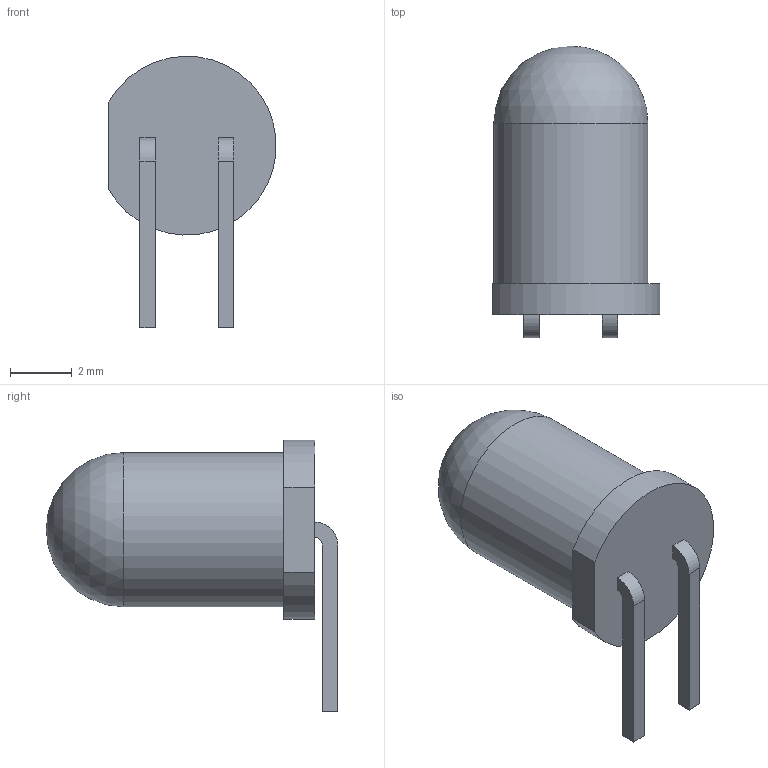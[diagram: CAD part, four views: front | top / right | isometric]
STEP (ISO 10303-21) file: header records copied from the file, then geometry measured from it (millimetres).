
FILE_DESCRIPTION(('Open CASCADE Model'),'2;1');
FILE_NAME('Open CASCADE Shape Model','2023-10-09T15:50:13',('Author'),('Open CASCADE'),'Open CASCADE STEP processor 7.7','Open CASCADE 7.7','Unknown');
FILE_SCHEMA(('AUTOMOTIVE_DESIGN { 1 0 10303 214 1 1 1 1 }'));
Length unit declared in the file: millimetre
Products named in the file (1): Horizontal, 0.5 mm Offset
Bounding box: 5.44 x 9.45 x 8.8 mm (x, y, z)
Volume: 163.7 mm3; surface area: 195.7 mm2
Topology: 1 solids, 1 shells, 20 faces, 47 edges, 31 vertices
Faces by surface type: plane 13, bspline 4, cylinder 2, sphere 1
Full cylindrical faces by diameter (mm): 5 x1
Entity records: 472 total; most frequent: CARTESIAN_POINT 92, ORIENTED_EDGE 72, EDGE_CURVE 46, VERTEX_POINT 31, LINE 29, FACE_BOUND 23, EDGE_LOOP 23, AXIS2_PLACEMENT_3D 20
